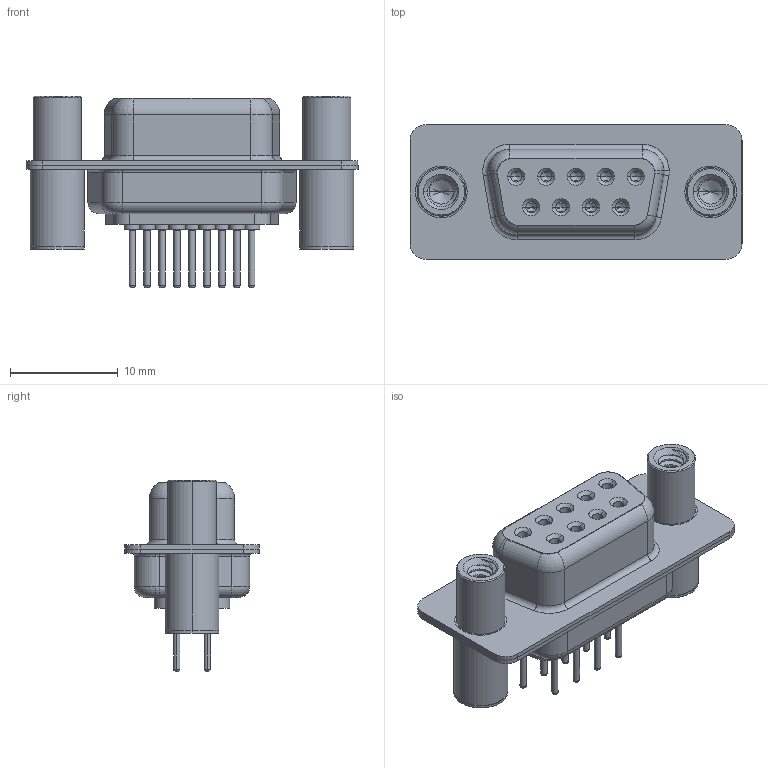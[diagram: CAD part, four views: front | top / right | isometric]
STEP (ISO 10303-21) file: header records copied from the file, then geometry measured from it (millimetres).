
FILE_DESCRIPTION (( 'STEP AP203' ), '1' );
FILE_NAME ('628-M09-221-WT4.STEP', '2020-07-16T18:14:03', ( '' ), ( '' ), 'SwSTEP 2.0', 'SolidWorks 2020', '' );
FILE_SCHEMA (( 'CONFIG_CONTROL_DESIGN' ));
Length unit declared in the file: millimetre
Products named in the file (7): 628M Contact Row 2_21; 628M 4-40 Threaded Standoff and Board Spacer; 628M Housing_09 Contacts; 628-M09-221-WT4; 628M Shell Front_09 Contacts; 628M Contact Row 1_21; 628M Shell Rear_09 Contacts
Assembly tree (14 placements, depth 2):
  628-M09-221-WT4
    628M Housing_09 Contacts
    628M Shell Front_09 Contacts
    628M Shell Rear_09 Contacts
    628M Contact Row 1_21  x5
    628M Contact Row 2_21  x4
    628M 4-40 Threaded Standoff and Board Spacer  x2
Bounding box: 30.8 x 12.5 x 17.8 mm (x, y, z)
Volume: 1989.5 mm3; surface area: 4951.6 mm2
Topology: 14 solids, 14 shells, 860 faces, 2045 edges, 1258 vertices
Faces by surface type: cylinder 360, plane 208, torus 187, cone 93, bspline 12
Entity records: 17304 total; most frequent: CARTESIAN_POINT 4856, DIRECTION 2592, ORIENTED_EDGE 2314, EDGE_CURVE 1157, AXIS2_PLACEMENT_3D 1080, VERTEX_POINT 724, CIRCLE 579, EDGE_LOOP 565
